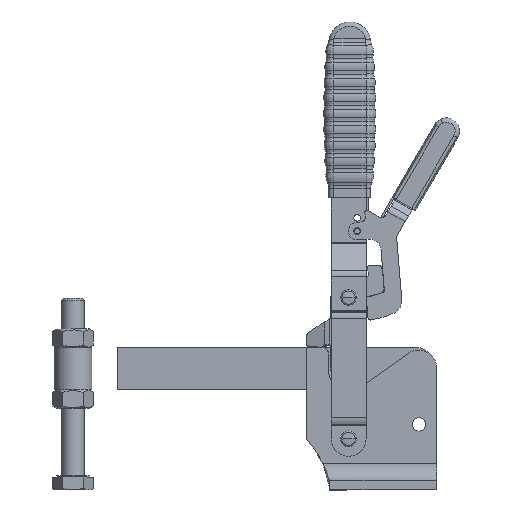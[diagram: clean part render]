
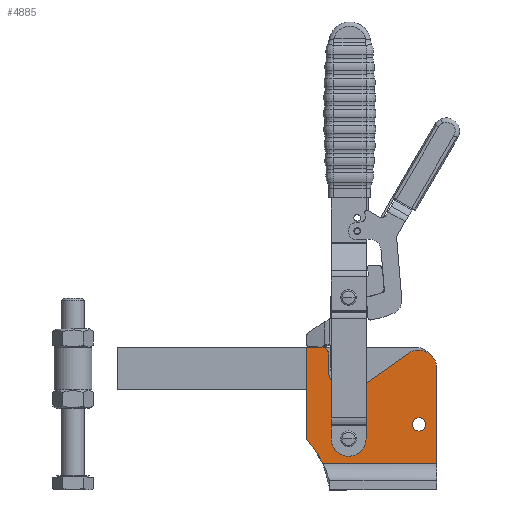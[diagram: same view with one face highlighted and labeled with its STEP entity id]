
A CAD part, top view. The second image highlights one B-rep face of the part: STEP entity #4885.
In plain terms, the highlighted planar face has unit normal (0, 0, 1).
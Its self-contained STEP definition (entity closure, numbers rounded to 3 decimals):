
#2550=CARTESIAN_POINT('',(-2.91,39.36,4.0));
#2551=VERTEX_POINT('',#2550);
#2560=CARTESIAN_POINT('',(3.09,39.36,4.0));
#2561=VERTEX_POINT('',#2560);
#2562=CARTESIAN_POINT('',(0.09,39.36,4.0));
#2563=DIRECTION('',(0.0,0.0,-1.0));
#2564=DIRECTION('',(-1.0,0.0,0.0));
#2565=AXIS2_PLACEMENT_3D('',#2562,#2563,#2564);
#2566=CIRCLE('',#2565,3.);
#2567=EDGE_CURVE('',#2561,#2551,#2566,.T.);
#2594=CARTESIAN_POINT('',(-41.579,73.231,4.0));
#2595=VERTEX_POINT('',#2594);
#2611=CARTESIAN_POINT('',(-43.7,74.11,4.0));
#2612=VERTEX_POINT('',#2611);
#2619=CARTESIAN_POINT('',(-43.7,71.11,4.0));
#2620=DIRECTION('',(0.0,0.0,-1.0));
#2621=DIRECTION('',(0.707,0.707,0.0));
#2622=AXIS2_PLACEMENT_3D('',#2619,#2620,#2621);
#2623=CIRCLE('',#2622,3.);
#2624=EDGE_CURVE('',#2612,#2595,#2623,.T.);
#2970=CARTESIAN_POINT('',(-34.95,32.87,4.));
#2971=VERTEX_POINT('',#2970);
#2980=CARTESIAN_POINT('',(-28.45,32.87,4.0));
#2981=VERTEX_POINT('',#2980);
#2982=CARTESIAN_POINT('',(-31.7,32.87,4.0));
#2983=DIRECTION('',(0.0,0.0,1.0));
#2984=DIRECTION('',(-1.0,0.0,0.0));
#2985=AXIS2_PLACEMENT_3D('',#2982,#2983,#2984);
#2986=CIRCLE('',#2985,3.25);
#2987=EDGE_CURVE('',#2971,#2981,#2986,.T.);
#3171=CARTESIAN_POINT('',(-31.7,32.87,4.0));
#3172=DIRECTION('',(0.0,0.0,1.0));
#3173=DIRECTION('',(-1.0,0.0,0.0));
#3174=AXIS2_PLACEMENT_3D('',#3171,#3172,#3173);
#3175=CIRCLE('',#3174,3.25);
#3176=EDGE_CURVE('',#2981,#2971,#3175,.T.);
#4391=CARTESIAN_POINT('',(-43.405,21.831,4.0));
#4392=VERTEX_POINT('',#4391);
#4475=CARTESIAN_POINT('',(8.05,21.831,4.0));
#4476=VERTEX_POINT('',#4475);
#4484=CARTESIAN_POINT('',(-43.405,21.831,4.0));
#4485=DIRECTION('',(1.0,0.0,0.0));
#4486=VECTOR('',#4485,51.455);
#4487=LINE('',#4484,#4486);
#4488=EDGE_CURVE('',#4392,#4476,#4487,.T.);
#4678=CARTESIAN_POINT('',(-50.77,32.5,4.0));
#4679=VERTEX_POINT('',#4678);
#4680=CARTESIAN_POINT('',(-76.23,7.048,4.0));
#4681=DIRECTION('',(0.0,0.0,1.0));
#4682=DIRECTION('',(-1.0,0.0,0.0));
#4683=AXIS2_PLACEMENT_3D('',#4680,#4681,#4682);
#4684=CIRCLE('',#4683,36.0);
#4685=EDGE_CURVE('',#4392,#4679,#4684,.T.);
#4798=CARTESIAN_POINT('',(-20.922,33.57,4.0));
#4799=DIRECTION('',(0.0,0.0,1.0));
#4800=DIRECTION('',(1.0,0.0,0.0));
#4801=AXIS2_PLACEMENT_3D('',#4798,#4799,#4800);
#4802=PLANE('',#4801);
#4803=ORIENTED_EDGE('',*,*,#4488,.T.);
#4804=CARTESIAN_POINT('',(8.05,64.73,4.0));
#4805=VERTEX_POINT('',#4804);
#4806=CARTESIAN_POINT('',(8.05,64.73,4.0));
#4807=DIRECTION('',(0.0,-1.0,0.0));
#4808=VECTOR('',#4807,42.899);
#4809=LINE('',#4806,#4808);
#4810=EDGE_CURVE('',#4805,#4476,#4809,.T.);
#4811=ORIENTED_EDGE('',*,*,#4810,.F.);
#4812=CARTESIAN_POINT('',(-4.742,71.371,4.0));
#4813=VERTEX_POINT('',#4812);
#4814=CARTESIAN_POINT('',(-0.07,64.73,4.0));
#4815=DIRECTION('',(0.0,0.0,-1.0));
#4816=DIRECTION('',(1.0,0.0,0.0));
#4817=AXIS2_PLACEMENT_3D('',#4814,#4815,#4816);
#4818=CIRCLE('',#4817,8.12);
#4819=EDGE_CURVE('',#4813,#4805,#4818,.T.);
#4820=ORIENTED_EDGE('',*,*,#4819,.F.);
#4821=CARTESIAN_POINT('',(-26.521,56.049,4.0));
#4822=VERTEX_POINT('',#4821);
#4823=CARTESIAN_POINT('',(-26.521,56.049,4.0));
#4824=DIRECTION('',(0.818,0.575,0.0));
#4825=VECTOR('',#4824,26.629);
#4826=LINE('',#4823,#4825);
#4827=EDGE_CURVE('',#4822,#4813,#4826,.T.);
#4828=ORIENTED_EDGE('',*,*,#4827,.F.);
#4829=CARTESIAN_POINT('',(-40.7,63.41,4.0));
#4830=VERTEX_POINT('',#4829);
#4831=CARTESIAN_POINT('',(-31.7,63.41,4.0));
#4832=DIRECTION('',(0.0,0.0,1.0));
#4833=DIRECTION('',(1.0,0.0,0.0));
#4834=AXIS2_PLACEMENT_3D('',#4831,#4832,#4833);
#4835=CIRCLE('',#4834,9.0);
#4836=EDGE_CURVE('',#4830,#4822,#4835,.T.);
#4837=ORIENTED_EDGE('',*,*,#4836,.F.);
#4838=CARTESIAN_POINT('',(-40.7,71.11,4.0));
#4839=VERTEX_POINT('',#4838);
#4840=CARTESIAN_POINT('',(-40.7,71.11,4.0));
#4841=DIRECTION('',(0.0,-1.0,0.0));
#4842=VECTOR('',#4841,7.7);
#4843=LINE('',#4840,#4842);
#4844=EDGE_CURVE('',#4839,#4830,#4843,.T.);
#4845=ORIENTED_EDGE('',*,*,#4844,.F.);
#4846=CARTESIAN_POINT('',(-43.7,71.11,4.0));
#4847=DIRECTION('',(0.0,0.0,-1.0));
#4848=DIRECTION('',(0.707,0.707,0.0));
#4849=AXIS2_PLACEMENT_3D('',#4846,#4847,#4848);
#4850=CIRCLE('',#4849,3.);
#4851=EDGE_CURVE('',#2595,#4839,#4850,.T.);
#4852=ORIENTED_EDGE('',*,*,#4851,.F.);
#4853=ORIENTED_EDGE('',*,*,#2624,.F.);
#4854=CARTESIAN_POINT('',(-50.77,74.11,4.0));
#4855=VERTEX_POINT('',#4854);
#4856=CARTESIAN_POINT('',(-50.77,74.11,4.0));
#4857=DIRECTION('',(1.0,0.0,0.0));
#4858=VECTOR('',#4857,7.07);
#4859=LINE('',#4856,#4858);
#4860=EDGE_CURVE('',#4855,#2612,#4859,.T.);
#4861=ORIENTED_EDGE('',*,*,#4860,.F.);
#4862=CARTESIAN_POINT('',(-50.77,32.5,4.0));
#4863=DIRECTION('',(0.0,1.0,0.0));
#4864=VECTOR('',#4863,41.61);
#4865=LINE('',#4862,#4864);
#4866=EDGE_CURVE('',#4679,#4855,#4865,.T.);
#4867=ORIENTED_EDGE('',*,*,#4866,.F.);
#4868=ORIENTED_EDGE('',*,*,#4685,.F.);
#4869=EDGE_LOOP('',(#4803,#4811,#4820,#4828,#4837,#4845,#4852,#4853,#4861,#4867,#4868));
#4870=FACE_OUTER_BOUND('',#4869,.T.);
#4871=ORIENTED_EDGE('',*,*,#3176,.F.);
#4872=ORIENTED_EDGE('',*,*,#2987,.F.);
#4873=EDGE_LOOP('',(#4871,#4872));
#4874=FACE_BOUND('',#4873,.T.);
#4875=ORIENTED_EDGE('',*,*,#2567,.T.);
#4876=CARTESIAN_POINT('',(0.09,39.36,4.0));
#4877=DIRECTION('',(0.0,0.0,-1.0));
#4878=DIRECTION('',(-1.0,0.0,0.0));
#4879=AXIS2_PLACEMENT_3D('',#4876,#4877,#4878);
#4880=CIRCLE('',#4879,3.);
#4881=EDGE_CURVE('',#2551,#2561,#4880,.T.);
#4882=ORIENTED_EDGE('',*,*,#4881,.T.);
#4883=EDGE_LOOP('',(#4875,#4882));
#4884=FACE_BOUND('',#4883,.T.);
#4885=ADVANCED_FACE('',(#4870,#4874,#4884),#4802,.T.);
